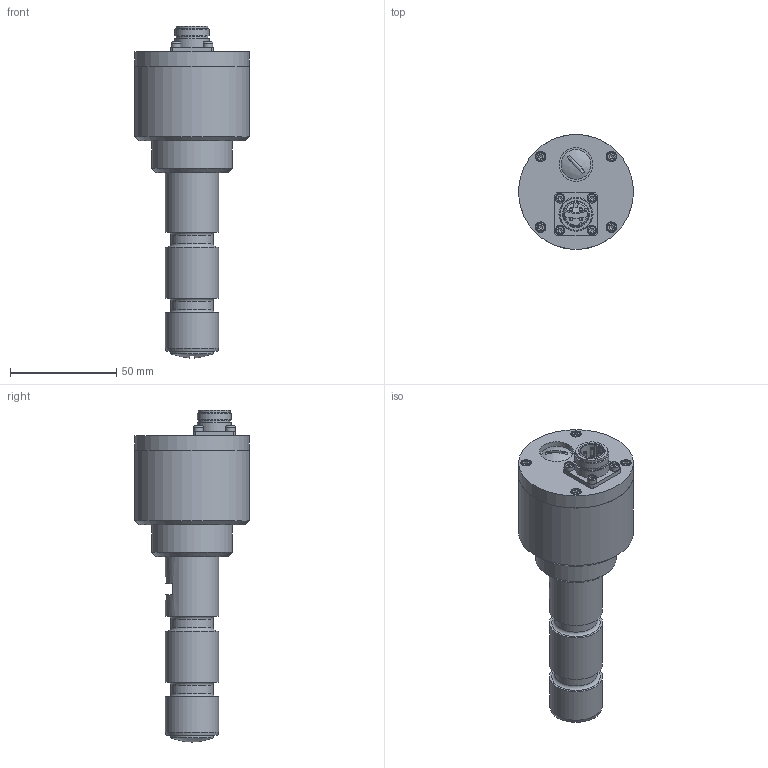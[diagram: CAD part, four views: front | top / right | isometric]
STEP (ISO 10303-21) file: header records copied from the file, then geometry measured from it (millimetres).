
FILE_DESCRIPTION (( 'STEP AP203' ), '1' );
FILE_NAME ('422-412-000-001.STEP', '2016-06-29T08:22:38', ( 'magtroladmin' ), ( 'Hewlett-Packard Company' ), 'SwSTEP 2.0', 'SolidWorks 2016', '' );
FILE_SCHEMA (( 'CONFIG_CONTROL_DESIGN' ));
Length unit declared in the file: millimetre
Products named in the file (1): 422-412-000-001
Bounding box: 54 x 54 x 156.18 mm (x, y, z)
Surface area: 24778.3 mm2 (no closed solid volume)
Topology: 0 solids, 23 shells, 164 faces, 428 edges, 278 vertices
Faces by surface type: plane 93, cylinder 33, torus 19, cone 17, sphere 2
Full cylindrical faces by diameter (mm): 1.6 x4, 2.1 x1, 4.5 x4, 5 x4, 12 x1, 15 x2, 16 x3, 20 x3, 25 x3, 38 x1, 54 x2
Entity records: 4644 total; most frequent: DIRECTION 834, CARTESIAN_POINT 791, ORIENTED_EDGE 565, EDGE_CURVE 353, AXIS2_PLACEMENT_3D 318, VERTEX_POINT 267, EDGE_LOOP 267, FACE_OUTER_BOUND 213
